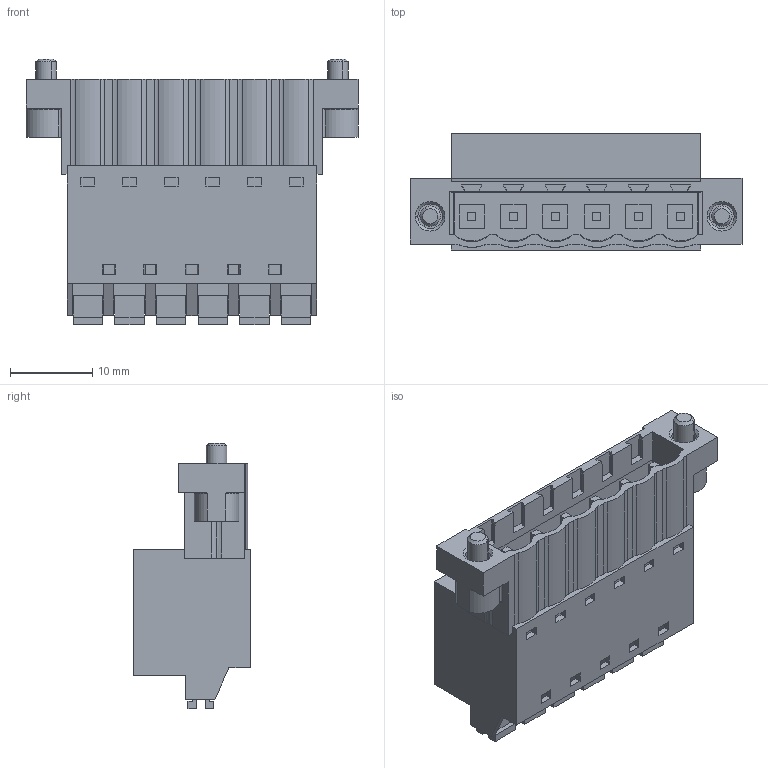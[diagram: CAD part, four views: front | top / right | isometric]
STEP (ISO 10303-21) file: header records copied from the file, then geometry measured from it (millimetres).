
FILE_DESCRIPTION(('CATIA V5 STEP Exchange','CAx-IF Rec.Pracs.--- Model Styling and Organization---1.4--- 2014-01-23'),'2;1');
FILE_NAME ('011743-2_0_1336430000_1336430000.stp','2022-05-23T12:47:38+00:00',('none'),('Weidmueller'),'CATIA Version 5-6 Release 2016 SP3 HF44','CATIA V5 STEP AP214','none');
FILE_SCHEMA(('AUTOMOTIVE_DESIGN { 1 0 10303 214 1 1 1 1 }'));
Length unit declared in the file: millimetre
Products named in the file (1): 1336430000
Bounding box: 40.48 x 14.2 x 32.4 mm (x, y, z)
Volume: 7139.8 mm3; surface area: 7028.8 mm2
Topology: 15 solids, 15 shells, 700 faces, 1841 edges, 1206 vertices
Faces by surface type: plane 578, cylinder 86, cone 20, extrusion 12, torus 4
Entity records: 20547 total; most frequent: CARTESIAN_POINT 4335, ORIENTED_EDGE 3682, DIRECTION 2646, EDGE_CURVE 1841, VECTOR 1593, LINE 1581, VERTEX_POINT 1206, EDGE_LOOP 771
